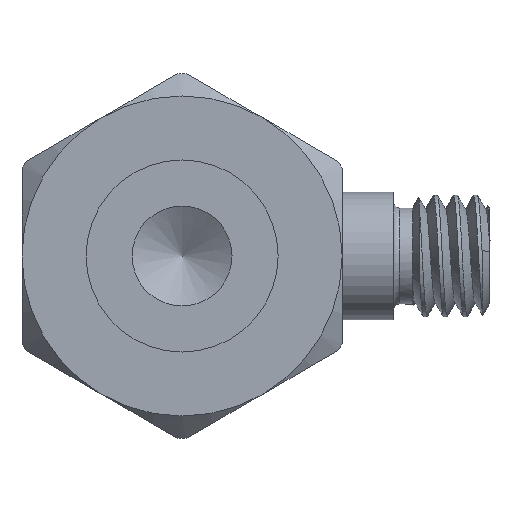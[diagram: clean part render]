
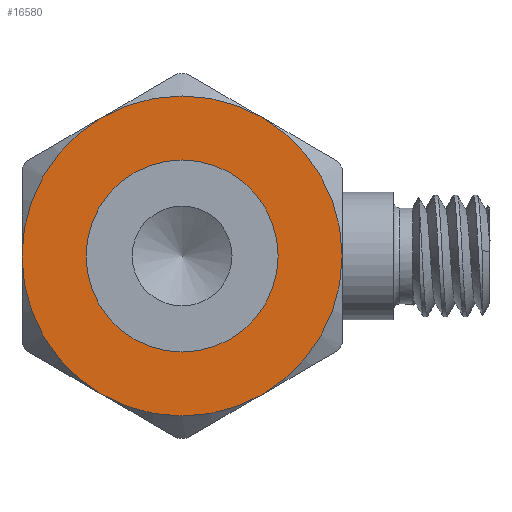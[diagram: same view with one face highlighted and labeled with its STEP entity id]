
A CAD part, front view. The second image highlights one B-rep face of the part: STEP entity #16580.
In plain terms, the highlighted planar face has unit normal (0, -1, 0).
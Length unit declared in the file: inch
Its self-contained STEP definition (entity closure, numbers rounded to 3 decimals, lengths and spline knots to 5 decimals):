
#148=FACE_BOUND('',#2713,.T.);
#875=PLANE('',#17779);
#1750=FACE_OUTER_BOUND('',#2712,.T.);
#2712=EDGE_LOOP('',(#14780,#14781));
#2713=EDGE_LOOP('',(#14782,#14783));
#3257=CIRCLE('',#17745,0.25);
#3258=CIRCLE('',#17746,0.25);
#3267=CIRCLE('',#17774,0.15);
#3268=CIRCLE('',#17775,0.15);
#7769=VERTEX_POINT('',#34248);
#7770=VERTEX_POINT('',#34250);
#7784=VERTEX_POINT('',#34334);
#7785=VERTEX_POINT('',#34335);
#10083=EDGE_CURVE('',#7769,#7770,#3257,.T.);
#10084=EDGE_CURVE('',#7770,#7769,#3258,.T.);
#10114=EDGE_CURVE('',#7784,#7785,#3267,.T.);
#10115=EDGE_CURVE('',#7785,#7784,#3268,.T.);
#14780=ORIENTED_EDGE('',*,*,#10084,.F.);
#14781=ORIENTED_EDGE('',*,*,#10083,.F.);
#14782=ORIENTED_EDGE('',*,*,#10114,.T.);
#14783=ORIENTED_EDGE('',*,*,#10115,.T.);
#16580=ADVANCED_FACE('',(#1750,#148),#875,.T.);
#17745=AXIS2_PLACEMENT_3D('',#34251,#21276,#21277);
#17746=AXIS2_PLACEMENT_3D('',#34252,#21278,#21279);
#17774=AXIS2_PLACEMENT_3D('',#34336,#21345,#21346);
#17775=AXIS2_PLACEMENT_3D('',#34337,#21347,#21348);
#17779=AXIS2_PLACEMENT_3D('',#34345,#21357,#21358);
#21276=DIRECTION('center_axis',(0.,1.,0.));
#21277=DIRECTION('ref_axis',(0.5,0.,0.866));
#21278=DIRECTION('center_axis',(0.,1.,0.));
#21279=DIRECTION('ref_axis',(0.5,0.,0.866));
#21345=DIRECTION('center_axis',(0.,1.,0.));
#21346=DIRECTION('ref_axis',(-0.866,0.,0.5));
#21347=DIRECTION('center_axis',(0.,1.,0.));
#21348=DIRECTION('ref_axis',(-0.866,0.,0.5));
#21357=DIRECTION('center_axis',(0.,-1.,0.));
#21358=DIRECTION('ref_axis',(0.5,0.,0.866));
#34248=CARTESIAN_POINT('',(-0.325,-0.18,-0.21651));
#34250=CARTESIAN_POINT('',(-0.45,-0.18,0.));
#34251=CARTESIAN_POINT('Origin',(-0.2,-0.18,
0.));
#34252=CARTESIAN_POINT('Origin',(-0.2,-0.18,
0.));
#34334=CARTESIAN_POINT('',(-0.3299,-0.18,0.075));
#34335=CARTESIAN_POINT('',(-0.0701,-0.18,-0.075));
#34336=CARTESIAN_POINT('Origin',(-0.2,-0.18,
0.));
#34337=CARTESIAN_POINT('Origin',(-0.2,-0.18,
0.));
#34345=CARTESIAN_POINT('Origin',(0.04682,-0.18,
-0.1425));
